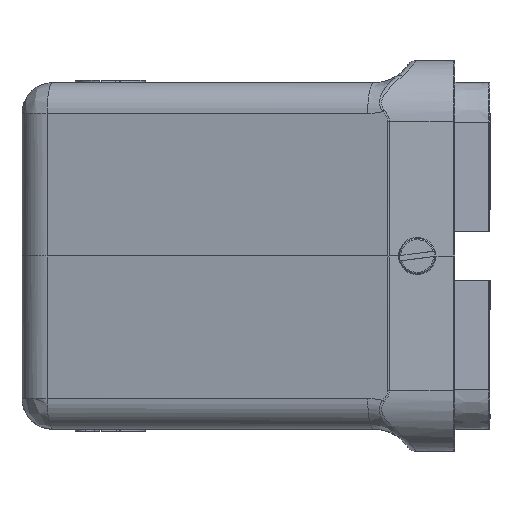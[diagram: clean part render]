
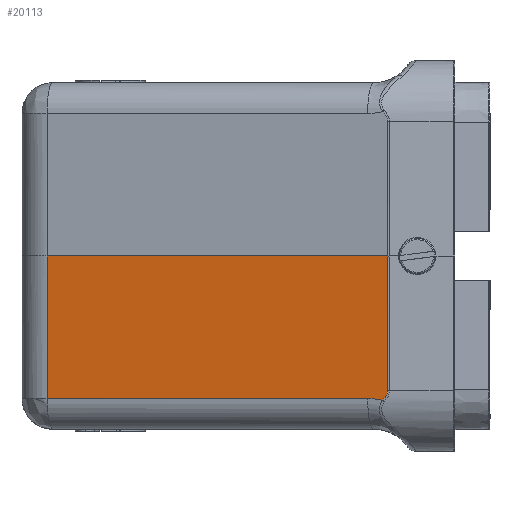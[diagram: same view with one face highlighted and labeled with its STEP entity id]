
A CAD part, left-side view. The second image highlights one B-rep face of the part: STEP entity #20113.
In plain terms, the highlighted planar face has unit normal (-0.982, 0.191, -0.009).
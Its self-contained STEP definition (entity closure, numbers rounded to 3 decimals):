
#2923 = LINE ( 'NONE', #2924, #19421 ) ;
#2924 = CARTESIAN_POINT ( 'NONE',  ( -49.09, 97.946, -32.311 ) ) ;
#2925 = DIRECTION ( 'NONE',  ( -0.191, -0.982, 0. ) ) ;
#4743 = EDGE_CURVE ( 'NONE', #7684, #7645, #10135, .T. ) ;
#4744 = EDGE_CURVE ( 'NONE', #7645, #7597, #10129, .T. ) ;
#4752 = EDGE_CURVE ( 'NONE', #7623, #7597, #10598, .T. ) ;
#4796 = EDGE_CURVE ( 'NONE', #7658, #7623, #20520, .T. ) ;
#4909 = EDGE_CURVE ( 'NONE', #7667, #7658, #20575, .T. ) ;
#4913 = EDGE_CURVE ( 'NONE', #7684, #7667, #2923, .T. ) ;
#5840 = CARTESIAN_POINT ( 'NONE',  ( -64.299, 19.702, -32.311 ) ) ;
#5841 = CARTESIAN_POINT ( 'NONE',  ( -64.522, 18.556, -32.311 ) ) ;
#5842 = CARTESIAN_POINT ( 'NONE',  ( -64.741, 17.422, -32.429 ) ) ;
#5843 = CARTESIAN_POINT ( 'NONE',  ( -64.957, 16.301, -32.665 ) ) ;
#6512 = EDGE_LOOP ( 'NONE', ( #20022, #19965, #19982, #20034, #19977, #20021 ) ) ;
#7597 = VERTEX_POINT ( 'NONE', #11742 ) ;
#7623 = VERTEX_POINT ( 'NONE', #11768 ) ;
#7645 = VERTEX_POINT ( 'NONE', #11790 ) ;
#7658 = VERTEX_POINT ( 'NONE', #12093 ) ;
#7667 = VERTEX_POINT ( 'NONE', #12102 ) ;
#7684 = VERTEX_POINT ( 'NONE', #12119 ) ;
#8291 = FACE_OUTER_BOUND ( 'NONE', #6512, .T. ) ;
#8336 = AXIS2_PLACEMENT_3D ( 'NONE', #18358, #18359, #18360 ) ;
#10126 = DIRECTION ( 'NONE',  ( -0.191, -0.982, 0. ) ) ;
#10127 = CARTESIAN_POINT ( 'NONE',  ( -49.366, 98., 0. ) ) ;
#10129 = LINE ( 'NONE', #10127, #19592 ) ;
#10131 = DIRECTION ( 'NONE',  ( -0.009, 0., 1. ) ) ;
#10133 = CARTESIAN_POINT ( 'NONE',  ( -50.115, 92.336, -39.685 ) ) ;
#10135 = LINE ( 'NONE', #10133, #19593 ) ;
#10594 = DIRECTION ( 'NONE',  ( -0.009, 0.001, 1. ) ) ;
#10597 = CARTESIAN_POINT ( 'NONE',  ( -65.198, 15.164, -30.372 ) ) ;
#10598 = LINE ( 'NONE', #10597, #19588 ) ;
#11742 = CARTESIAN_POINT ( 'NONE',  ( -65.463, 15.189, 0. ) ) ;
#11768 = CARTESIAN_POINT ( 'NONE',  ( -65.198, 15.164, -30.372 ) ) ;
#11790 = CARTESIAN_POINT ( 'NONE',  ( -50.467, 92.336, 0. ) ) ;
#12093 = CARTESIAN_POINT ( 'NONE',  ( -64.957, 16.301, -32.665 ) ) ;
#12102 = CARTESIAN_POINT ( 'NONE',  ( -64.299, 19.702, -32.311 ) ) ;
#12119 = CARTESIAN_POINT ( 'NONE',  ( -50.18, 92.336, -32.311 ) ) ;
#13062 = CARTESIAN_POINT ( 'NONE',  ( -64.957, 16.301, -32.665 ) ) ;
#13213 = CARTESIAN_POINT ( 'NONE',  ( -65.111, 15.543, -31.909 ) ) ;
#13218 = CARTESIAN_POINT ( 'NONE',  ( -65.198, 15.164, -30.372 ) ) ;
#13223 = CARTESIAN_POINT ( 'NONE',  ( -65.191, 15.163, -31.145 ) ) ;
#18357 = PLANE ( 'NONE',  #8336 ) ;
#18358 = CARTESIAN_POINT ( 'NONE',  ( -49.366, 98., 0. ) ) ;
#18359 = DIRECTION ( 'NONE',  ( -0.982, 0.191, -0.009 ) ) ;
#18360 = DIRECTION ( 'NONE',  ( -0.191, -0.982, 0. ) ) ;
#19421 = VECTOR ( 'NONE', #2925, 1000. ) ;
#19588 = VECTOR ( 'NONE', #10594, 1000. ) ;
#19592 = VECTOR ( 'NONE', #10126, 1000. ) ;
#19593 = VECTOR ( 'NONE', #10131, 1000. ) ;
#19965 = ORIENTED_EDGE ( 'NONE', *, *, #4909, .T. ) ;
#19977 = ORIENTED_EDGE ( 'NONE', *, *, #4744, .F. ) ;
#19982 = ORIENTED_EDGE ( 'NONE', *, *, #4796, .T. ) ;
#20021 = ORIENTED_EDGE ( 'NONE', *, *, #4743, .F. ) ;
#20022 = ORIENTED_EDGE ( 'NONE', *, *, #4913, .T. ) ;
#20034 = ORIENTED_EDGE ( 'NONE', *, *, #4752, .T. ) ;
#20113 = ADVANCED_FACE ( 'NONE', ( #8291 ), #18357, .T. ) ;
#20520 = B_SPLINE_CURVE_WITH_KNOTS ( 'NONE', 3,
 ( #13062, #13213, #13223, #13218 ),
 .UNSPECIFIED., .F., .F.,
 ( 4, 4 ),
 ( 0., 1. ),
 .UNSPECIFIED. ) ;
#20575 = B_SPLINE_CURVE_WITH_KNOTS ( 'NONE', 3,
 ( #5840, #5841, #5842, #5843 ),
 .UNSPECIFIED., .F., .F.,
 ( 4, 4 ),
 ( 0., 1. ),
 .UNSPECIFIED. ) ;
